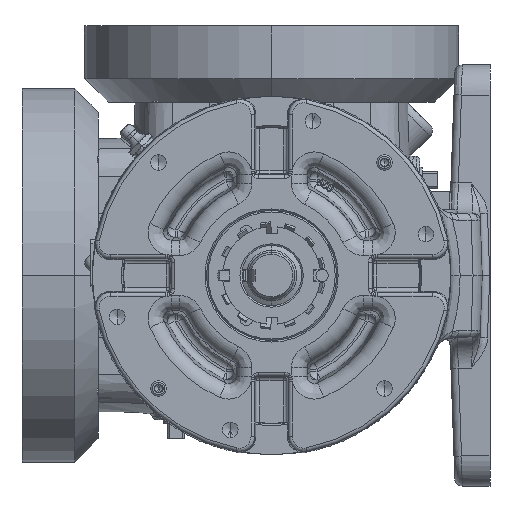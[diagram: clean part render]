
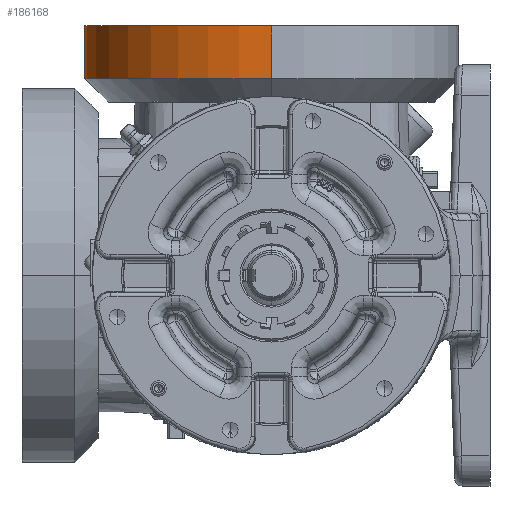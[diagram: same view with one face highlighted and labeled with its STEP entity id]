
A CAD part, left-side view. The second image highlights one B-rep face of the part: STEP entity #186168.
In plain terms, the highlighted cylindrical face has radius 76.2 mm (diameter 152.4 mm), a partial arc.
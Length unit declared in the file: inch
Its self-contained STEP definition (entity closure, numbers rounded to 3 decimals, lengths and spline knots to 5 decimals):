
#5943 = EDGE_LOOP ( 'NONE', ( #141003, #51466, #97375, #295819 ) ) ;
#9946 = CARTESIAN_POINT ( 'NONE',  ( -1.165, 0., 1.3954 ) ) ;
#16440 = CARTESIAN_POINT ( 'NONE',  ( 4.835, 0., 3.155 ) ) ;
#35460 = VERTEX_POINT ( 'NONE', #16440 ) ;
#46309 = CARTESIAN_POINT ( 'NONE',  ( 4.835, 0., 1.3954 ) ) ;
#50642 = CARTESIAN_POINT ( 'NONE',  ( 1.835, 0., 3.155 ) ) ;
#51466 = ORIENTED_EDGE ( 'NONE', *, *, #107126, .T. ) ;
#64643 = FACE_OUTER_BOUND ( 'NONE', #5943, .T. ) ;
#65475 = EDGE_CURVE ( 'NONE', #199378, #35460, #224974, .T. ) ;
#69767 = DIRECTION ( 'NONE',  ( 0., 0., -1. ) ) ;
#85700 = DIRECTION ( 'NONE',  ( 0., 0., -1. ) ) ;
#89915 = DIRECTION ( 'NONE',  ( 0., 0., -1. ) ) ;
#97375 = ORIENTED_EDGE ( 'NONE', *, *, #65475, .F. ) ;
#107126 = EDGE_CURVE ( 'NONE', #149811, #35460, #252420, .T. ) ;
#120602 = VECTOR ( 'NONE', #191921, 39.37008 ) ;
#133710 = AXIS2_PLACEMENT_3D ( 'NONE', #50642, #253730, #229710 ) ;
#141003 = ORIENTED_EDGE ( 'NONE', *, *, #263067, .T. ) ;
#149811 = VERTEX_POINT ( 'NONE', #182959 ) ;
#155939 = EDGE_CURVE ( 'NONE', #166480, #199378, #190419, .T. ) ;
#161470 = DIRECTION ( 'NONE',  ( -1., 0., 0. ) ) ;
#166480 = VERTEX_POINT ( 'NONE', #220323 ) ;
#174532 = CYLINDRICAL_SURFACE ( 'NONE', #187853, 3. ) ;
#177447 = DIRECTION ( 'NONE',  ( -1., 0., 0. ) ) ;
#182959 = CARTESIAN_POINT ( 'NONE',  ( 4.835, 0., 4. ) ) ;
#186168 = ADVANCED_FACE ( 'NONE', ( #64643 ), #174532, .T. ) ;
#187853 = AXIS2_PLACEMENT_3D ( 'NONE', #222709, #85700, #177447 ) ;
#188219 = VECTOR ( 'NONE', #89915, 39.37008 ) ;
#190419 = LINE ( 'NONE', #9946, #120602 ) ;
#191921 = DIRECTION ( 'NONE',  ( 0., 0., -1. ) ) ;
#196749 = CIRCLE ( 'NONE', #244827, 3. ) ;
#199378 = VERTEX_POINT ( 'NONE', #230342 ) ;
#206746 = CARTESIAN_POINT ( 'NONE',  ( 1.835, 0., 4. ) ) ;
#220323 = CARTESIAN_POINT ( 'NONE',  ( -1.165, 0., 4. ) ) ;
#222709 = CARTESIAN_POINT ( 'NONE',  ( 1.835, 0., 1.3954 ) ) ;
#224974 = CIRCLE ( 'NONE', #133710, 3. ) ;
#229710 = DIRECTION ( 'NONE',  ( -1., 0., 0. ) ) ;
#230342 = CARTESIAN_POINT ( 'NONE',  ( -1.165, 0., 3.155 ) ) ;
#244827 = AXIS2_PLACEMENT_3D ( 'NONE', #206746, #69767, #161470 ) ;
#252420 = LINE ( 'NONE', #46309, #188219 ) ;
#253730 = DIRECTION ( 'NONE',  ( 0., 0., -1. ) ) ;
#263067 = EDGE_CURVE ( 'NONE', #166480, #149811, #196749, .T. ) ;
#295819 = ORIENTED_EDGE ( 'NONE', *, *, #155939, .F. ) ;
